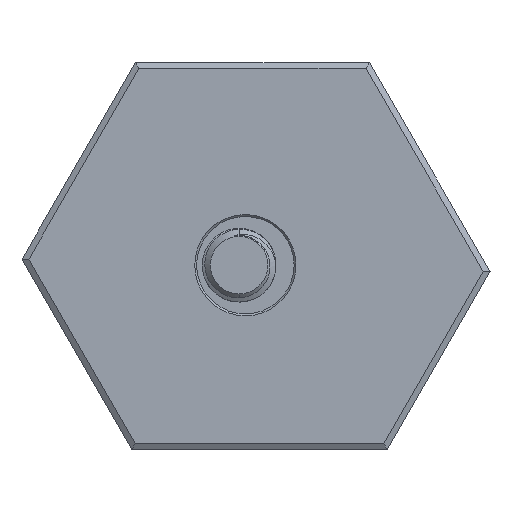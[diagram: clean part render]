
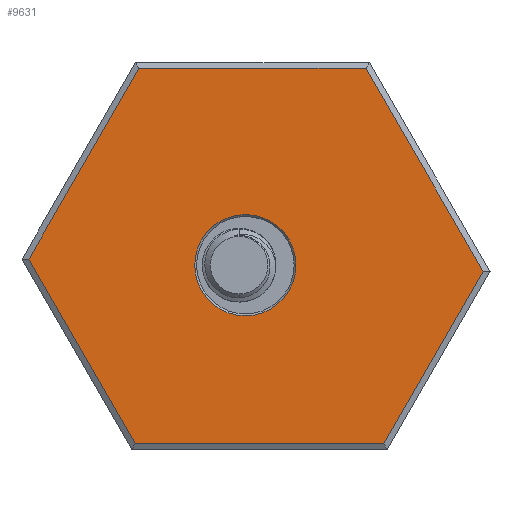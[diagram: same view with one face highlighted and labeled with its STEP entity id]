
A CAD part, front view. The second image highlights one B-rep face of the part: STEP entity #9631.
In plain terms, the highlighted planar face has unit normal (0, -1, 0).
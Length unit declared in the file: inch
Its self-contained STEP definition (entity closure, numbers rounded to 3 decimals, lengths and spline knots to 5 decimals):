
#240 = LINE ( 'NONE', #4324, #15870 ) ;
#413 = ORIENTED_EDGE ( 'NONE', *, *, #8113, .T. ) ;
#488 = CARTESIAN_POINT ( 'NONE',  ( 0., 0., 1.26121 ) ) ;
#673 = ORIENTED_EDGE ( 'NONE', *, *, #12307, .F. ) ;
#802 = AXIS2_PLACEMENT_3D ( 'NONE', #4184, #12888, #1731 ) ;
#860 = DIRECTION ( 'NONE',  ( 0., 0., -1. ) ) ;
#1098 = CARTESIAN_POINT ( 'NONE',  ( -0.6827, 0., 1.26121 ) ) ;
#1495 = DIRECTION ( 'NONE',  ( 0.5, 0., 0.866 ) ) ;
#1615 = VERTEX_POINT ( 'NONE', #2499 ) ;
#1731 = DIRECTION ( 'NONE',  ( 0., 0., -1. ) ) ;
#1866 = VERTEX_POINT ( 'NONE', #3128 ) ;
#2049 = FACE_BOUND ( 'NONE', #15249, .T. ) ;
#2168 = CARTESIAN_POINT ( 'NONE',  ( 0.77362, 0., 1.26121 ) ) ;
#2211 = DIRECTION ( 'NONE',  ( 0., 0., -1. ) ) ;
#2351 = VECTOR ( 'NONE', #13889, 39.37008 ) ;
#2499 = CARTESIAN_POINT ( 'NONE',  ( -0.70543, 0., -1.1431 ) ) ;
#2552 = ORIENTED_EDGE ( 'NONE', *, *, #12971, .T. ) ;
#2681 = EDGE_CURVE ( 'NONE', #3287, #7591, #11897, .T. ) ;
#2769 = CARTESIAN_POINT ( 'NONE',  ( 0., 0., -0.3245 ) ) ;
#3128 = CARTESIAN_POINT ( 'NONE',  ( -1.38813, 0., 0.03937 ) ) ;
#3268 = ORIENTED_EDGE ( 'NONE', *, *, #14128, .T. ) ;
#3287 = VERTEX_POINT ( 'NONE', #2769 ) ;
#3412 = AXIS2_PLACEMENT_3D ( 'NONE', #8312, #7158, #2211 ) ;
#3507 = EDGE_CURVE ( 'NONE', #13866, #1615, #10657, .T. ) ;
#4184 = CARTESIAN_POINT ( 'NONE',  ( 0., 0., 0. ) ) ;
#4240 = DIRECTION ( 'NONE',  ( 0.5, 0., 0.866 ) ) ;
#4324 = CARTESIAN_POINT ( 'NONE',  ( -1.92758, 0., -0.89498 ) ) ;
#4414 = LINE ( 'NONE', #488, #14553 ) ;
#4656 = FACE_OUTER_BOUND ( 'NONE', #4780, .T. ) ;
#4780 = EDGE_LOOP ( 'NONE', ( #5720, #2552, #14220, #673, #11557, #3268 ) ) ;
#5472 = DIRECTION ( 'NONE',  ( -1., 0., 0. ) ) ;
#5720 = ORIENTED_EDGE ( 'NONE', *, *, #5802, .T. ) ;
#5802 = EDGE_CURVE ( 'NONE', #10255, #10735, #16035, .T. ) ;
#7047 = VECTOR ( 'NONE', #1495, 39.37008 ) ;
#7158 = DIRECTION ( 'NONE',  ( 0., -1., 0. ) ) ;
#7591 = VERTEX_POINT ( 'NONE', #13587 ) ;
#7759 = LINE ( 'NONE', #11252, #7047 ) ;
#8113 = EDGE_CURVE ( 'NONE', #7591, #3287, #15067, .T. ) ;
#8266 = ORIENTED_EDGE ( 'NONE', *, *, #2681, .T. ) ;
#8312 = CARTESIAN_POINT ( 'NONE',  ( 0., 0., 0. ) ) ;
#8391 = PLANE ( 'NONE',  #3412 ) ;
#9038 = AXIS2_PLACEMENT_3D ( 'NONE', #16050, #14437, #860 ) ;
#9515 = CARTESIAN_POINT ( 'NONE',  ( 0., 0., -1.1431 ) ) ;
#9631 = ADVANCED_FACE ( 'NONE', ( #4656, #2049 ), #8391, .T. ) ;
#9682 = DIRECTION ( 'NONE',  ( -1., 0., 0. ) ) ;
#9941 = EDGE_CURVE ( 'NONE', #1866, #13828, #240, .T. ) ;
#10106 = DIRECTION ( 'NONE',  ( -0.5, 0., 0.866 ) ) ;
#10169 = CARTESIAN_POINT ( 'NONE',  ( -0.12052, 0., -2.1562 ) ) ;
#10255 = VERTEX_POINT ( 'NONE', #12008 ) ;
#10404 = LINE ( 'NONE', #10169, #2351 ) ;
#10657 = LINE ( 'NONE', #9515, #15301 ) ;
#10735 = VERTEX_POINT ( 'NONE', #2168 ) ;
#11252 = CARTESIAN_POINT ( 'NONE',  ( 0.291, 0., -2.17588 ) ) ;
#11557 = ORIENTED_EDGE ( 'NONE', *, *, #3507, .F. ) ;
#11897 = CIRCLE ( 'NONE', #9038, 0.3245 ) ;
#12008 = CARTESIAN_POINT ( 'NONE',  ( 1.52451, 0., -0.03937 ) ) ;
#12307 = EDGE_CURVE ( 'NONE', #1615, #1866, #10404, .T. ) ;
#12326 = CARTESIAN_POINT ( 'NONE',  ( 0.88727, 0., -1.1431 ) ) ;
#12888 = DIRECTION ( 'NONE',  ( 0., 1., 0. ) ) ;
#12971 = EDGE_CURVE ( 'NONE', #10735, #13828, #4414, .T. ) ;
#13587 = CARTESIAN_POINT ( 'NONE',  ( 0., 0., 0.3245 ) ) ;
#13828 = VERTEX_POINT ( 'NONE', #1098 ) ;
#13866 = VERTEX_POINT ( 'NONE', #12326 ) ;
#13889 = DIRECTION ( 'NONE',  ( -0.5, 0., 0.866 ) ) ;
#14128 = EDGE_CURVE ( 'NONE', #13866, #10255, #7759, .T. ) ;
#14220 = ORIENTED_EDGE ( 'NONE', *, *, #9941, .F. ) ;
#14437 = DIRECTION ( 'NONE',  ( 0., 1., 0. ) ) ;
#14553 = VECTOR ( 'NONE', #5472, 39.37008 ) ;
#14763 = VECTOR ( 'NONE', #10106, 39.37008 ) ;
#15067 = CIRCLE ( 'NONE', #802, 0.3245 ) ;
#15218 = CARTESIAN_POINT ( 'NONE',  ( 2.02987, 0., -0.91467 ) ) ;
#15249 = EDGE_LOOP ( 'NONE', ( #8266, #413 ) ) ;
#15301 = VECTOR ( 'NONE', #9682, 39.37008 ) ;
#15870 = VECTOR ( 'NONE', #4240, 39.37008 ) ;
#16035 = LINE ( 'NONE', #15218, #14763 ) ;
#16050 = CARTESIAN_POINT ( 'NONE',  ( 0., 0., 0. ) ) ;
